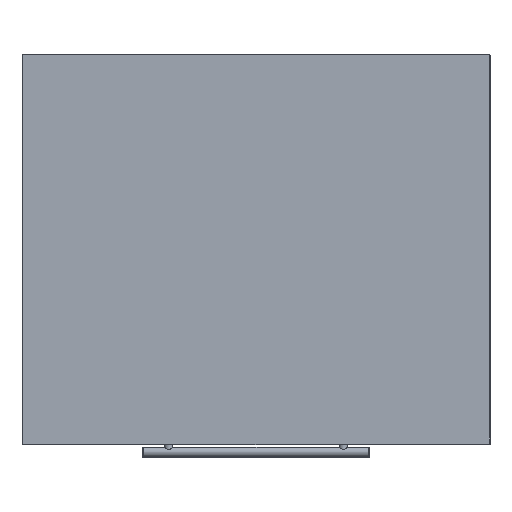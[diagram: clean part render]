
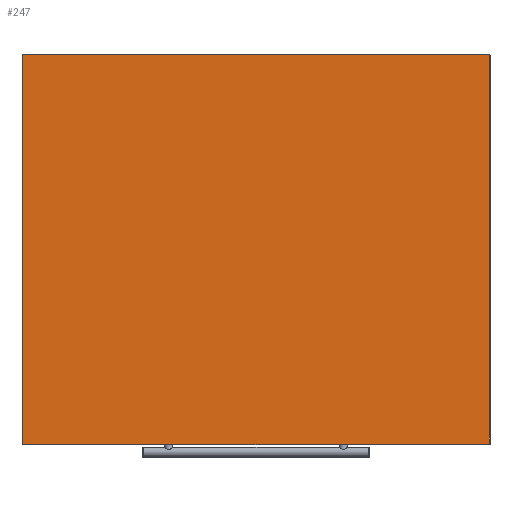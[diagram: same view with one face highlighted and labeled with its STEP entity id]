
A CAD part, top view. The second image highlights one B-rep face of the part: STEP entity #247.
In plain terms, the highlighted face is planar.
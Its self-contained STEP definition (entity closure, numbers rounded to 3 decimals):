
#247=ADVANCED_FACE('',(#356),#1681,.T.);
#356=FACE_OUTER_BOUND('',#478,.T.);
#478=EDGE_LOOP('',(#914,#915,#916,#917));
#914=ORIENTED_EDGE('',*,*,#1182,.T.);
#915=ORIENTED_EDGE('',*,*,#1192,.T.);
#916=ORIENTED_EDGE('',*,*,#1193,.T.);
#917=ORIENTED_EDGE('',*,*,#1194,.T.);
#1182=EDGE_CURVE('',#1593,#1592,#1394,.T.);
#1192=EDGE_CURVE('',#1592,#1602,#1404,.T.);
#1193=EDGE_CURVE('',#1602,#1603,#1405,.T.);
#1194=EDGE_CURVE('',#1603,#1593,#1406,.T.);
#1394=B_SPLINE_CURVE_WITH_KNOTS('',1,(#3334,#3335),.UNSPECIFIED.,.F.,.F.,
(2,2),(-598.,0.),.UNSPECIFIED.);
#1404=B_SPLINE_CURVE_WITH_KNOTS('',1,(#3354,#3355),.UNSPECIFIED.,.F.,.F.,
(2,2),(0.,499.),.UNSPECIFIED.);
#1405=B_SPLINE_CURVE_WITH_KNOTS('',1,(#3356,#3357),.UNSPECIFIED.,.F.,.F.,
(2,2),(0.,598.),.UNSPECIFIED.);
#1406=B_SPLINE_CURVE_WITH_KNOTS('',1,(#3358,#3359),.UNSPECIFIED.,.F.,.F.,
(2,2),(0.,499.),.UNSPECIFIED.);
#1592=VERTEX_POINT('',#3308);
#1593=VERTEX_POINT('',#3309);
#1602=VERTEX_POINT('',#3318);
#1603=VERTEX_POINT('',#3319);
#1681=PLANE('',#2001);
#2001=AXIS2_PLACEMENT_3D('',#3110,#2140,$);
#2140=DIRECTION('',(0.,1.,0.));
#3110=CARTESIAN_POINT('',(-358.8,20.,-299.9));
#3308=CARTESIAN_POINT('',(-299.,20.,-250.));
#3309=CARTESIAN_POINT('',(299.,20.,-250.));
#3318=CARTESIAN_POINT('',(-299.,20.,249.));
#3319=CARTESIAN_POINT('',(299.,20.,249.));
#3334=CARTESIAN_POINT('',(299.,20.,-250.));
#3335=CARTESIAN_POINT('',(-299.,20.,-250.));
#3354=CARTESIAN_POINT('',(-299.,20.,-250.));
#3355=CARTESIAN_POINT('',(-299.,20.,249.));
#3356=CARTESIAN_POINT('',(-299.,20.,249.));
#3357=CARTESIAN_POINT('',(299.,20.,249.));
#3358=CARTESIAN_POINT('',(299.,20.,249.));
#3359=CARTESIAN_POINT('',(299.,20.,-250.));
